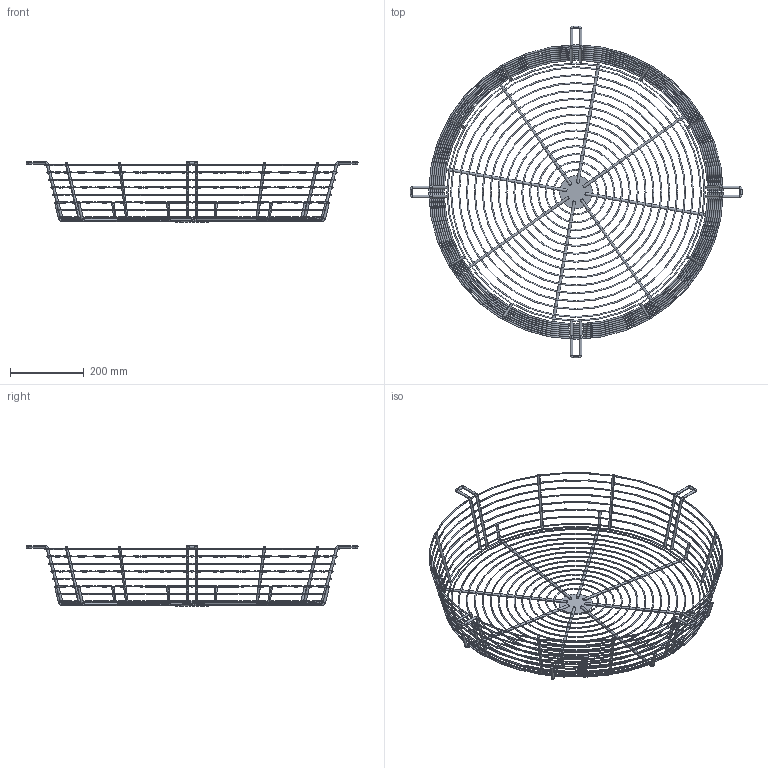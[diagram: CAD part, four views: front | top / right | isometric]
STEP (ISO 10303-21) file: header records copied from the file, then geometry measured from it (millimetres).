
FILE_DESCRIPTION (( 'STEP AP203' ), '1' );
FILE_NAME ('5RE1589_CCrc 80.STEP', '2022-02-18T10:56:22', ( '' ), ( '' ), 'SwSTEP 2.0', 'SolidWorks 2018', '' );
FILE_SCHEMA (( 'CONFIG_CONTROL_DESIGN' ));
Length unit declared in the file: millimetre
Products named in the file (1): 5RE1589_CCrc 80
Bounding box: 900 x 900 x 164.5 mm (x, y, z)
Volume: 568971.9 mm3; surface area: 543643.2 mm2
Topology: 25 solids, 25 shells, 272 faces, 990 edges, 632 vertices
Faces by surface type: torus 140, cylinder 90, plane 42
Entity records: 13371 total; most frequent: CARTESIAN_POINT 4767, ORIENTED_EDGE 1980, DIRECTION 1772, EDGE_CURVE 990, AXIS2_PLACEMENT_3D 813, VERTEX_POINT 632, CIRCLE 540, EDGE_LOOP 304
